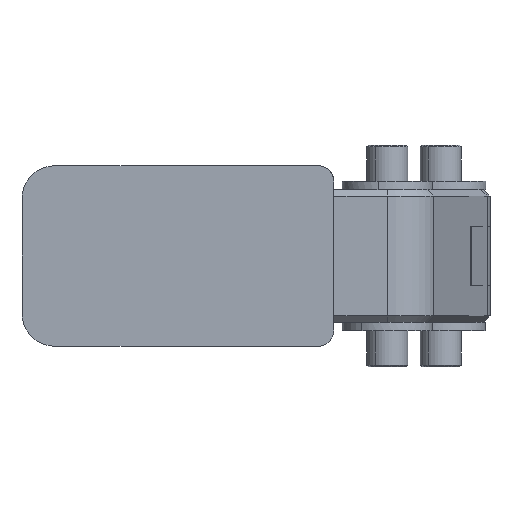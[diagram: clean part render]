
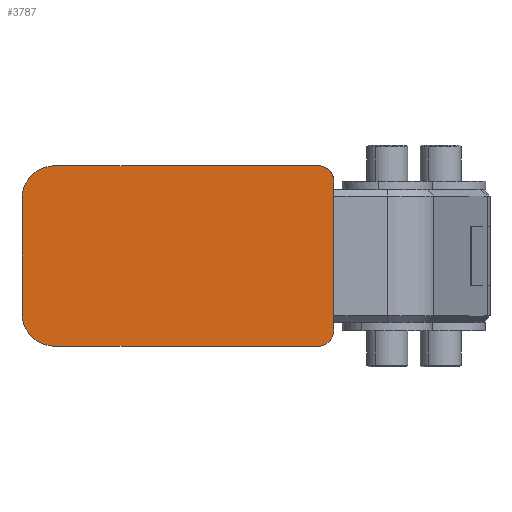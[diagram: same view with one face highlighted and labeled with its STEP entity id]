
A CAD part, left-side view. The second image highlights one B-rep face of the part: STEP entity #3787.
In plain terms, the highlighted face is planar.
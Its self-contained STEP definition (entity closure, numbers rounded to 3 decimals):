
#360 = VERTEX_POINT ( 'NONE', #1841 ) ;
#391 = ORIENTED_EDGE ( 'NONE', *, *, #3437, .T. ) ;
#632 = DIRECTION ( 'NONE',  ( 0., 0., -1. ) ) ;
#659 = VERTEX_POINT ( 'NONE', #4347 ) ;
#694 = VERTEX_POINT ( 'NONE', #1779 ) ;
#715 = CARTESIAN_POINT ( 'NONE',  ( -43.549, 144.42, -7. ) ) ;
#894 = AXIS2_PLACEMENT_3D ( 'NONE', #715, #3048, #2179 ) ;
#1115 = EDGE_CURVE ( 'NONE', #3826, #3025, #4553, .T. ) ;
#1222 = ORIENTED_EDGE ( 'NONE', *, *, #2497, .T. ) ;
#1293 = CIRCLE ( 'NONE', #894, 4. ) ;
#1316 = AXIS2_PLACEMENT_3D ( 'NONE', #2520, #1699, #4004 ) ;
#1385 = VECTOR ( 'NONE', #3283, 1000. ) ;
#1491 = CIRCLE ( 'NONE', #4461, 2. ) ;
#1699 = DIRECTION ( 'NONE',  ( 1., 0., 0. ) ) ;
#1741 = ORIENTED_EDGE ( 'NONE', *, *, #1115, .T. ) ;
#1746 = CARTESIAN_POINT ( 'NONE',  ( -43.55, 110.42, -9. ) ) ;
#1779 = CARTESIAN_POINT ( 'NONE',  ( -43.548, 148.42, -7. ) ) ;
#1785 = CARTESIAN_POINT ( 'NONE',  ( -43.549, 144.42, 11. ) ) ;
#1817 = ORIENTED_EDGE ( 'NONE', *, *, #1926, .T. ) ;
#1841 = CARTESIAN_POINT ( 'NONE',  ( -43.549, 144.42, -11. ) ) ;
#1926 = EDGE_CURVE ( 'NONE', #3802, #360, #3367, .T. ) ;
#1932 = ORIENTED_EDGE ( 'NONE', *, *, #3848, .T. ) ;
#1988 = DIRECTION ( 'NONE',  ( 0., 0., -1. ) ) ;
#2029 = PLANE ( 'NONE',  #3678 ) ;
#2116 = CARTESIAN_POINT ( 'NONE',  ( -43.55, 112.42, -9. ) ) ;
#2170 = CARTESIAN_POINT ( 'NONE',  ( -43.548, 148.42, -7. ) ) ;
#2179 = DIRECTION ( 'NONE',  ( 0., 0., -1. ) ) ;
#2206 = EDGE_CURVE ( 'NONE', #360, #694, #1293, .T. ) ;
#2230 = DIRECTION ( 'NONE',  ( 1., 0., 0. ) ) ;
#2497 = EDGE_CURVE ( 'NONE', #694, #4045, #2901, .T. ) ;
#2520 = CARTESIAN_POINT ( 'NONE',  ( -43.549, 144.42, 7. ) ) ;
#2541 = ORIENTED_EDGE ( 'NONE', *, *, #3200, .T. ) ;
#2544 = ORIENTED_EDGE ( 'NONE', *, *, #2206, .T. ) ;
#2561 = CARTESIAN_POINT ( 'NONE',  ( -43.55, 110.42, 9. ) ) ;
#2678 = AXIS2_PLACEMENT_3D ( 'NONE', #4421, #2230, #3726 ) ;
#2769 = DIRECTION ( 'NONE',  ( 1., 0., 0. ) ) ;
#2775 = EDGE_LOOP ( 'NONE', ( #4452, #2541, #391, #1741, #1932, #1817, #2544, #1222 ) ) ;
#2812 = CIRCLE ( 'NONE', #1316, 4. ) ;
#2901 = LINE ( 'NONE', #2170, #4807 ) ;
#2987 = LINE ( 'NONE', #1785, #1385 ) ;
#3025 = VERTEX_POINT ( 'NONE', #1746 ) ;
#3048 = DIRECTION ( 'NONE',  ( 1., 0., 0. ) ) ;
#3057 = EDGE_CURVE ( 'NONE', #4045, #4740, #2812, .T. ) ;
#3125 = CARTESIAN_POINT ( 'NONE',  ( -43.55, 112.42, -11. ) ) ;
#3200 = EDGE_CURVE ( 'NONE', #4740, #659, #2987, .T. ) ;
#3259 = VECTOR ( 'NONE', #4074, 1000. ) ;
#3261 = CARTESIAN_POINT ( 'NONE',  ( -43.549, 144.42, 7. ) ) ;
#3283 = DIRECTION ( 'NONE',  ( 0., -1., 0. ) ) ;
#3367 = LINE ( 'NONE', #4095, #3259 ) ;
#3427 = CARTESIAN_POINT ( 'NONE',  ( -43.55, 110.42, 9. ) ) ;
#3437 = EDGE_CURVE ( 'NONE', #659, #3826, #3792, .T. ) ;
#3602 = CARTESIAN_POINT ( 'NONE',  ( -43.549, 144.42, 11. ) ) ;
#3669 = DIRECTION ( 'NONE',  ( 0., 0., 1. ) ) ;
#3678 = AXIS2_PLACEMENT_3D ( 'NONE', #3261, #3994, #632 ) ;
#3726 = DIRECTION ( 'NONE',  ( 0., 0., -1. ) ) ;
#3787 = ADVANCED_FACE ( 'NONE', ( #3875 ), #2029, .T. ) ;
#3792 = CIRCLE ( 'NONE', #2678, 2. ) ;
#3802 = VERTEX_POINT ( 'NONE', #3125 ) ;
#3826 = VERTEX_POINT ( 'NONE', #2561 ) ;
#3848 = EDGE_CURVE ( 'NONE', #3025, #3802, #1491, .T. ) ;
#3875 = FACE_OUTER_BOUND ( 'NONE', #2775, .T. ) ;
#3994 = DIRECTION ( 'NONE',  ( 1., 0., 0. ) ) ;
#4004 = DIRECTION ( 'NONE',  ( 0., 0., -1. ) ) ;
#4045 = VERTEX_POINT ( 'NONE', #4596 ) ;
#4074 = DIRECTION ( 'NONE',  ( 0., 1., 0. ) ) ;
#4095 = CARTESIAN_POINT ( 'NONE',  ( -43.55, 112.42, -11. ) ) ;
#4250 = DIRECTION ( 'NONE',  ( 0., 0., -1. ) ) ;
#4291 = VECTOR ( 'NONE', #1988, 1000. ) ;
#4347 = CARTESIAN_POINT ( 'NONE',  ( -43.55, 112.42, 11. ) ) ;
#4421 = CARTESIAN_POINT ( 'NONE',  ( -43.55, 112.42, 9. ) ) ;
#4452 = ORIENTED_EDGE ( 'NONE', *, *, #3057, .T. ) ;
#4461 = AXIS2_PLACEMENT_3D ( 'NONE', #2116, #2769, #4250 ) ;
#4553 = LINE ( 'NONE', #3427, #4291 ) ;
#4596 = CARTESIAN_POINT ( 'NONE',  ( -43.548, 148.42, 7. ) ) ;
#4740 = VERTEX_POINT ( 'NONE', #3602 ) ;
#4807 = VECTOR ( 'NONE', #3669, 1000. ) ;
